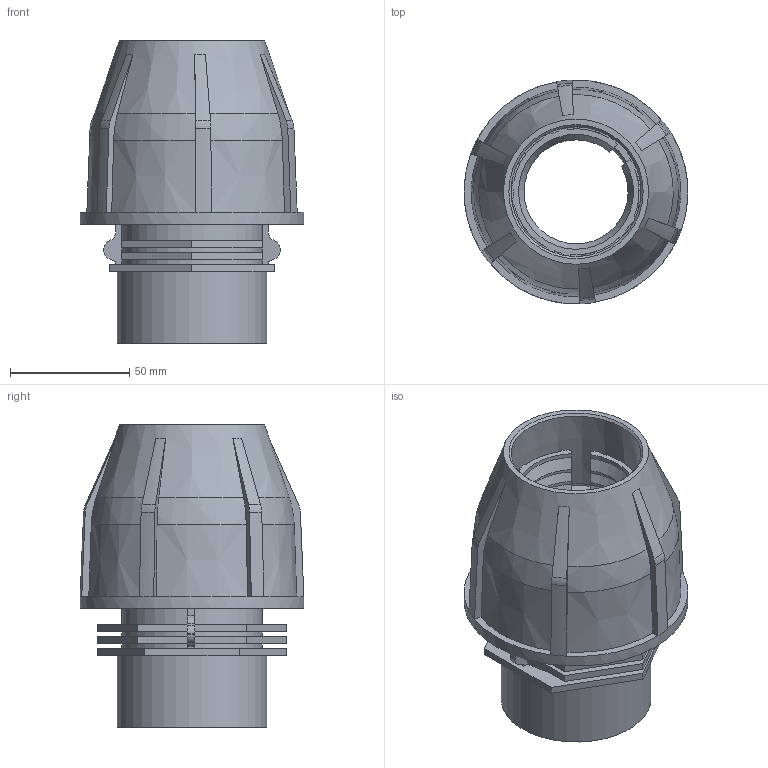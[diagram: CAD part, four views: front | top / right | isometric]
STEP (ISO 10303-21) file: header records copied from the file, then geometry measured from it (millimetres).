
FILE_DESCRIPTION(/* description */ (''),/* implementation_level */ '2;1');
FILE_NAME(/* name */ 'PZA151.050.050.step',/* time_stamp */ '2026-01-27T14:30:21+01:00',/* author */ (''),/* organization */ (''),/* preprocessor_version */ 'ST-DEVELOPER v20.1',/* originating_system */ 'Autodesk Translation Framework v14.24.0.0',/* authorisation */ '');
FILE_SCHEMA (('AUTOMOTIVE_DESIGN { 1 0 10303 214 3 1 1 }'));
Length unit declared in the file: millimetre
Products named in the file (1): 2026-01-26-13-06-40-010
Bounding box: 94 x 94 x 127 mm (x, y, z)
Volume: 283752 mm3; surface area: 120888 mm2
Topology: 5 solids, 5 shells, 405 faces, 1085 edges, 701 vertices
Faces by surface type: plane 187, cylinder 115, bspline 46, cone 42, torus 15
Full cylindrical faces by diameter (mm): 49.432 x1, 52 x1, 61.202 x2, 62 x1, 63 x1, 68.736 x4, 69.703 x5, 72.971 x1, 75.62 x5, 76.2 x5, 94 x1
Entity records: 18033 total; most frequent: CARTESIAN_POINT 7844, ORIENTED_EDGE 2150, DIRECTION 2130, EDGE_CURVE 1075, AXIS2_PLACEMENT_3D 780, VERTEX_POINT 701, LINE 570, VECTOR 570
